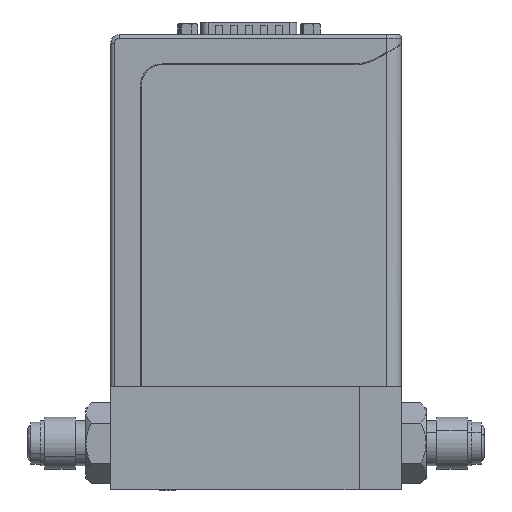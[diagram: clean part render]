
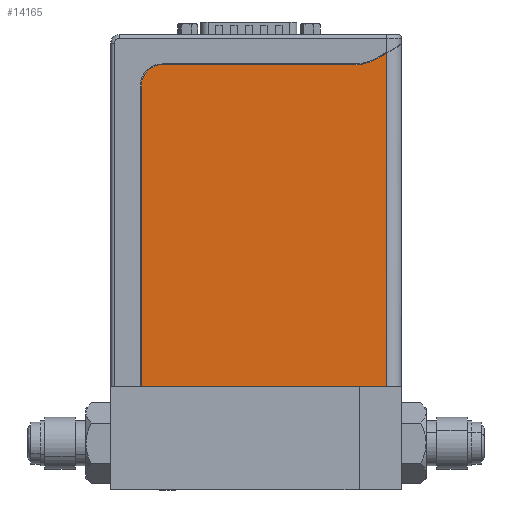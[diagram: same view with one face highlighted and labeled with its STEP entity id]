
A CAD part, left-side view. The second image highlights one B-rep face of the part: STEP entity #14165.
In plain terms, the highlighted planar face has unit normal (-1, 0, 0).
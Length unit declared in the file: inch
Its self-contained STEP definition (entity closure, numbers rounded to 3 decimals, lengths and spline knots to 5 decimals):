
#280 = CARTESIAN_POINT ( 'NONE',  ( -1.12106, 2.36614, 4.55118 ) ) ;
#342 = VERTEX_POINT ( 'NONE', #3760 ) ;
#450 = EDGE_CURVE ( 'NONE', #15942, #342, #16257, .T. ) ;
#622 = PLANE ( 'NONE',  #13453 ) ;
#996 = ORIENTED_EDGE ( 'NONE', *, *, #7595, .F. ) ;
#1078 = CARTESIAN_POINT ( 'NONE',  ( -1.12106, 2.59449, 4.32283 ) ) ;
#1455 = DIRECTION ( 'NONE',  ( 0., 0., 1. ) ) ;
#1928 = EDGE_CURVE ( 'NONE', #7663, #18482, #19975, .T. ) ;
#2489 = DIRECTION ( 'NONE',  ( 0., 0., 1. ) ) ;
#2518 = DIRECTION ( 'NONE',  ( 1., 0., 0. ) ) ;
#2531 = CARTESIAN_POINT ( 'NONE',  ( -1.12106, -0.0315, 4.32283 ) ) ;
#2543 = CARTESIAN_POINT ( 'NONE',  ( -1.12106, 2.36614, 4.32283 ) ) ;
#2637 = LINE ( 'NONE', #20470, #17238 ) ;
#3101 = AXIS2_PLACEMENT_3D ( 'NONE', #19231, #10295, #18921 ) ;
#3271 = ORIENTED_EDGE ( 'NONE', *, *, #22122, .F. ) ;
#3291 = DIRECTION ( 'NONE',  ( 0., -0.866, 0.5 ) ) ;
#3293 = ORIENTED_EDGE ( 'NONE', *, *, #5412, .F. ) ;
#3665 = LINE ( 'NONE', #280, #8835 ) ;
#3760 = CARTESIAN_POINT ( 'NONE',  ( -1.12106, 2.36614, 4.55118 ) ) ;
#5412 = EDGE_CURVE ( 'NONE', #18262, #15942, #20665, .T. ) ;
#6371 = LINE ( 'NONE', #2531, #15247 ) ;
#6506 = DIRECTION ( 'NONE',  ( 1., 0., 0. ) ) ;
#6637 = ORIENTED_EDGE ( 'NONE', *, *, #8676, .F. ) ;
#6718 = CARTESIAN_POINT ( 'NONE',  ( -1.12106, 0.30873, 4.55118 ) ) ;
#6895 = ORIENTED_EDGE ( 'NONE', *, *, #450, .F. ) ;
#7128 = FACE_OUTER_BOUND ( 'NONE', #17400, .T. ) ;
#7335 = ORIENTED_EDGE ( 'NONE', *, *, #15611, .F. ) ;
#7560 = CARTESIAN_POINT ( 'NONE',  ( -1.12106, -0.0315, 1.10236 ) ) ;
#7595 = EDGE_CURVE ( 'NONE', #12074, #19128, #6371, .T. ) ;
#7663 = VERTEX_POINT ( 'NONE', #6718 ) ;
#8123 = DIRECTION ( 'NONE',  ( 0., -1., 0. ) ) ;
#8177 = AXIS2_PLACEMENT_3D ( 'NONE', #2543, #2518, #2489 ) ;
#8676 = EDGE_CURVE ( 'NONE', #18482, #12074, #2637, .T. ) ;
#8835 = VECTOR ( 'NONE', #8123, 39.37008 ) ;
#9235 = ORIENTED_EDGE ( 'NONE', *, *, #1928, .F. ) ;
#9318 = CARTESIAN_POINT ( 'NONE',  ( -1.12106, 2.59449, 4.32283 ) ) ;
#10295 = DIRECTION ( 'NONE',  ( -1., 0., 0. ) ) ;
#10710 = VECTOR ( 'NONE', #1455, 39.37008 ) ;
#12074 = VERTEX_POINT ( 'NONE', #14110 ) ;
#13453 = AXIS2_PLACEMENT_3D ( 'NONE', #17818, #6506, #19685 ) ;
#14055 = DIRECTION ( 'NONE',  ( 0., 0., -1. ) ) ;
#14110 = CARTESIAN_POINT ( 'NONE',  ( -1.12106, -0.0315, 4.67452 ) ) ;
#14155 = CARTESIAN_POINT ( 'NONE',  ( -1.12106, 2.36614, 1.10236 ) ) ;
#14165 = ADVANCED_FACE ( 'NONE', ( #7128 ), #622, .F. ) ;
#15247 = VECTOR ( 'NONE', #14055, 39.37008 ) ;
#15611 = EDGE_CURVE ( 'NONE', #342, #7663, #3665, .T. ) ;
#15942 = VERTEX_POINT ( 'NONE', #9318 ) ;
#16066 = DIRECTION ( 'NONE',  ( 0., 1., 0. ) ) ;
#16257 = CIRCLE ( 'NONE', #8177, 0.22835 ) ;
#17238 = VECTOR ( 'NONE', #3291, 39.37008 ) ;
#17400 = EDGE_LOOP ( 'NONE', ( #996, #6637, #9235, #7335, #6895, #3293, #3271 ) ) ;
#17818 = CARTESIAN_POINT ( 'NONE',  ( -1.12106, 2.36614, 4.32283 ) ) ;
#18262 = VERTEX_POINT ( 'NONE', #21311 ) ;
#18482 = VERTEX_POINT ( 'NONE', #24240 ) ;
#18921 = DIRECTION ( 'NONE',  ( 0., 0., 1. ) ) ;
#19128 = VERTEX_POINT ( 'NONE', #7560 ) ;
#19231 = CARTESIAN_POINT ( 'NONE',  ( -1.12106, 0.30873, 5.02362 ) ) ;
#19549 = LINE ( 'NONE', #14155, #24476 ) ;
#19685 = DIRECTION ( 'NONE',  ( 0., 0., -1. ) ) ;
#19975 = CIRCLE ( 'NONE', #3101, 0.47244 ) ;
#20470 = CARTESIAN_POINT ( 'NONE',  ( -1.12106, 0.07251, 4.61448 ) ) ;
#20665 = LINE ( 'NONE', #1078, #10710 ) ;
#21311 = CARTESIAN_POINT ( 'NONE',  ( -1.12106, 2.59449, 1.10236 ) ) ;
#22122 = EDGE_CURVE ( 'NONE', #19128, #18262, #19549, .T. ) ;
#24240 = CARTESIAN_POINT ( 'NONE',  ( -1.12106, 0.07251, 4.61448 ) ) ;
#24476 = VECTOR ( 'NONE', #16066, 39.37008 ) ;
